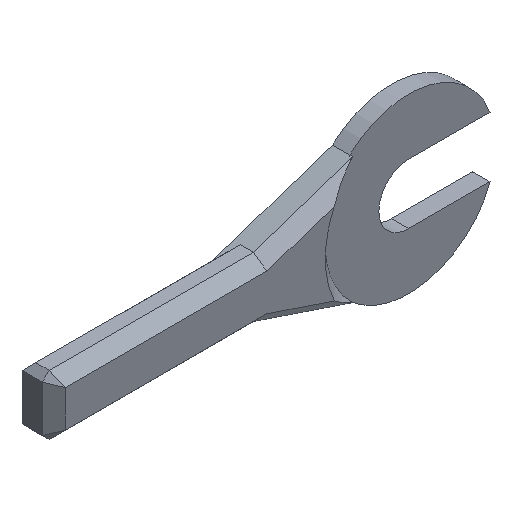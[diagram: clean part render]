
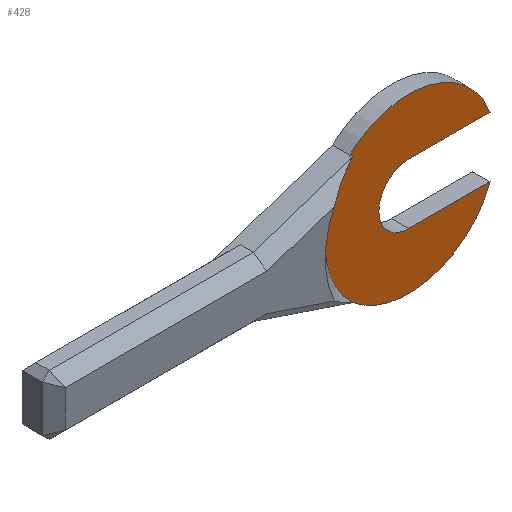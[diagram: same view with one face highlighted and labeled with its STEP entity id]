
A CAD part, isometric view. The second image highlights one B-rep face of the part: STEP entity #428.
In plain terms, the highlighted planar face has unit normal (0, -1, 0).
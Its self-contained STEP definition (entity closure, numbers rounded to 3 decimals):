
#24=CIRCLE('',#471,7.5);
#25=CIRCLE('',#473,7.5);
#26=CIRCLE('',#475,7.5);
#27=CIRCLE('',#477,2.6);
#53=FACE_OUTER_BOUND('',#79,.T.);
#79=EDGE_LOOP('',(#367,#368,#369,#370,#371,#372));
#126=LINE('',#716,#173);
#127=LINE('',#719,#174);
#173=VECTOR('',#588,10.);
#174=VECTOR('',#591,10.);
#205=VERTEX_POINT('',#693);
#206=VERTEX_POINT('',#701);
#207=VERTEX_POINT('',#707);
#208=VERTEX_POINT('',#711);
#209=VERTEX_POINT('',#715);
#210=VERTEX_POINT('',#717);
#259=EDGE_CURVE('',#205,#206,#24,.T.);
#261=EDGE_CURVE('',#206,#207,#25,.T.);
#262=EDGE_CURVE('',#208,#205,#26,.T.);
#264=EDGE_CURVE('',#207,#209,#126,.T.);
#265=EDGE_CURVE('',#209,#210,#27,.T.);
#266=EDGE_CURVE('',#210,#208,#127,.T.);
#367=ORIENTED_EDGE('',*,*,#264,.T.);
#368=ORIENTED_EDGE('',*,*,#265,.T.);
#369=ORIENTED_EDGE('',*,*,#266,.T.);
#370=ORIENTED_EDGE('',*,*,#262,.T.);
#371=ORIENTED_EDGE('',*,*,#259,.T.);
#372=ORIENTED_EDGE('',*,*,#261,.T.);
#403=PLANE('',#476);
#428=ADVANCED_FACE('',(#53),#403,.F.);
#471=AXIS2_PLACEMENT_3D('',#705,#574,#575);
#473=AXIS2_PLACEMENT_3D('',#709,#579,#580);
#475=AXIS2_PLACEMENT_3D('',#712,#583,#584);
#476=AXIS2_PLACEMENT_3D('',#714,#586,#587);
#477=AXIS2_PLACEMENT_3D('',#718,#589,#590);
#574=DIRECTION('center_axis',(0.,-1.,0.));
#575=DIRECTION('ref_axis',(0.938,0.,-0.347));
#579=DIRECTION('center_axis',(0.,-1.,0.));
#580=DIRECTION('ref_axis',(0.938,0.,-0.347));
#583=DIRECTION('center_axis',(0.,-1.,0.));
#584=DIRECTION('ref_axis',(0.938,0.,-0.347));
#586=DIRECTION('center_axis',(0.,1.,0.));
#587=DIRECTION('ref_axis',(1.,0.,0.));
#588=DIRECTION('',(-1.,0.,0.));
#589=DIRECTION('center_axis',(0.,1.,0.));
#590=DIRECTION('ref_axis',(0.,0.,-1.));
#591=DIRECTION('',(1.,0.,0.));
#693=CARTESIAN_POINT('',(-24.101,-0.75,17.781));
#701=CARTESIAN_POINT('',(-24.101,-0.75,6.828));
#705=CARTESIAN_POINT('Origin',(-18.977,-0.75,12.305));
#707=CARTESIAN_POINT('',(-11.942,-0.75,9.705));
#709=CARTESIAN_POINT('Origin',(-18.977,-0.75,12.305));
#711=CARTESIAN_POINT('',(-11.942,-0.75,14.905));
#712=CARTESIAN_POINT('Origin',(-18.977,-0.75,12.305));
#714=CARTESIAN_POINT('Origin',(-19.21,-0.75,12.305));
#715=CARTESIAN_POINT('',(-18.977,-0.75,9.705));
#716=CARTESIAN_POINT('',(-18.977,-0.75,9.705));
#717=CARTESIAN_POINT('',(-18.977,-0.75,14.905));
#718=CARTESIAN_POINT('Origin',(-18.977,-0.75,12.305));
#719=CARTESIAN_POINT('',(-18.977,-0.75,14.905));
